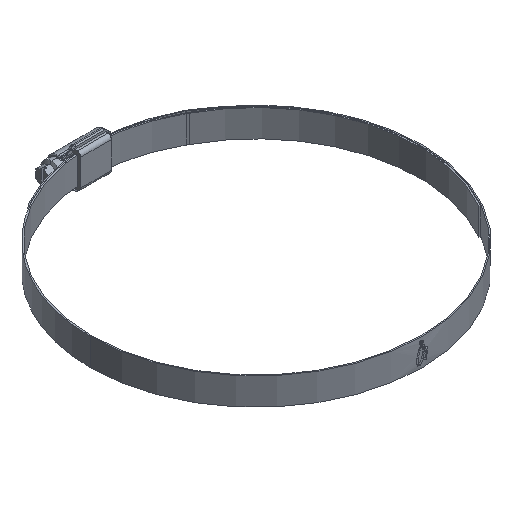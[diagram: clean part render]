
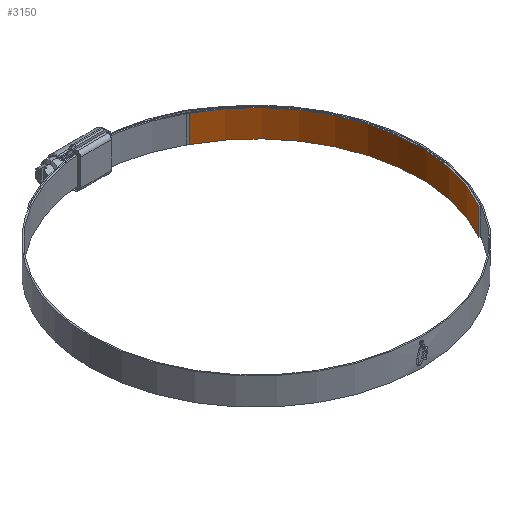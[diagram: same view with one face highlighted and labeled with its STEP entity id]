
A CAD part, isometric view. The second image highlights one B-rep face of the part: STEP entity #3150.
In plain terms, the highlighted cylindrical face has radius 95.5 mm (diameter 191 mm), a partial arc.
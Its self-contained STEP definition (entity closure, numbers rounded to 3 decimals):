
#375 = CARTESIAN_POINT ( 'NONE',  ( 0., 0., -7.95 ) ) ;
#457 = EDGE_CURVE ( 'NONE', #5274, #4470, #4185, .T. ) ;
#800 = CYLINDRICAL_SURFACE ( 'NONE', #6076, 95.5 ) ;
#961 = EDGE_CURVE ( 'NONE', #5274, #5834, #7017, .T. ) ;
#1349 = LINE ( 'NONE', #5325, #3256 ) ;
#1584 = VECTOR ( 'NONE', #3861, 1000. ) ;
#2015 = ORIENTED_EDGE ( 'NONE', *, *, #961, .F. ) ;
#2034 = CARTESIAN_POINT ( 'NONE',  ( 44.991, 84.238, -7.95 ) ) ;
#2132 = CARTESIAN_POINT ( 'NONE',  ( 0., 0., 7.95 ) ) ;
#2359 = DIRECTION ( 'NONE',  ( 0., 0., -1. ) ) ;
#2449 = CARTESIAN_POINT ( 'NONE',  ( 82.705, -47.75, 7.95 ) ) ;
#2466 = EDGE_CURVE ( 'NONE', #4470, #7014, #1349, .T. ) ;
#3150 = ADVANCED_FACE ( 'NONE', ( #8740 ), #800, .F. ) ;
#3256 = VECTOR ( 'NONE', #4577, 1000. ) ;
#3840 = CARTESIAN_POINT ( 'NONE',  ( 82.705, -47.75, -7.95 ) ) ;
#3861 = DIRECTION ( 'NONE',  ( 0., 0., -1. ) ) ;
#3895 = ORIENTED_EDGE ( 'NONE', *, *, #6957, .F. ) ;
#3938 = DIRECTION ( 'NONE',  ( -1., 0., 0. ) ) ;
#4185 = CIRCLE ( 'NONE', #9953, 95.5 ) ;
#4470 = VERTEX_POINT ( 'NONE', #8668 ) ;
#4577 = DIRECTION ( 'NONE',  ( 0., 0., -1. ) ) ;
#5274 = VERTEX_POINT ( 'NONE', #2449 ) ;
#5325 = CARTESIAN_POINT ( 'NONE',  ( 44.991, 84.238, 7.95 ) ) ;
#5815 = CIRCLE ( 'NONE', #7960, 95.5 ) ;
#5834 = VERTEX_POINT ( 'NONE', #3840 ) ;
#6076 = AXIS2_PLACEMENT_3D ( 'NONE', #7037, #2359, #3938 ) ;
#6876 = ORIENTED_EDGE ( 'NONE', *, *, #457, .T. ) ;
#6957 = EDGE_CURVE ( 'NONE', #5834, #7014, #5815, .T. ) ;
#7014 = VERTEX_POINT ( 'NONE', #2034 ) ;
#7017 = LINE ( 'NONE', #7805, #1584 ) ;
#7037 = CARTESIAN_POINT ( 'NONE',  ( 0., 0., 7.95 ) ) ;
#7444 = DIRECTION ( 'NONE',  ( 0., 0., 1. ) ) ;
#7805 = CARTESIAN_POINT ( 'NONE',  ( 82.705, -47.75, 7.95 ) ) ;
#7960 = AXIS2_PLACEMENT_3D ( 'NONE', #375, #7444, #8223 ) ;
#8035 = EDGE_LOOP ( 'NONE', ( #3895, #2015, #6876, #9816 ) ) ;
#8223 = DIRECTION ( 'NONE',  ( 1., 0., 0. ) ) ;
#8418 = DIRECTION ( 'NONE',  ( 1., 0., 0. ) ) ;
#8668 = CARTESIAN_POINT ( 'NONE',  ( 44.991, 84.238, 7.95 ) ) ;
#8740 = FACE_OUTER_BOUND ( 'NONE', #8035, .T. ) ;
#9185 = DIRECTION ( 'NONE',  ( 0., 0., 1. ) ) ;
#9816 = ORIENTED_EDGE ( 'NONE', *, *, #2466, .T. ) ;
#9953 = AXIS2_PLACEMENT_3D ( 'NONE', #2132, #9185, #8418 ) ;
